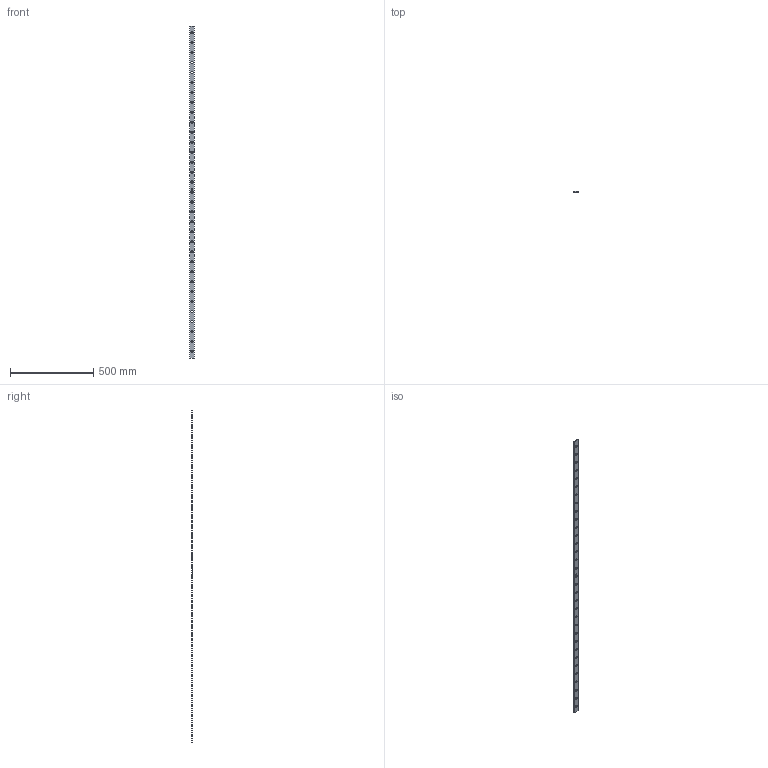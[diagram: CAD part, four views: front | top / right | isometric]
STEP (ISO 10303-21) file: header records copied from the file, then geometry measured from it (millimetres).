
FILE_DESCRIPTION (( 'STEP AP203' ), '1' );
FILE_NAME ('1458.step', '2022-07-04T07:47:27', ( '' ), ( '' ), 'SwSTEP 2.0', 'SolidWorks 2018', '' );
FILE_SCHEMA (( 'CONFIG_CONTROL_DESIGN' ));
Length unit declared in the file: millimetre
Products named in the file (1): 1458
Bounding box: 30 x 6 x 2000 mm (x, y, z)
Volume: 333718.2 mm3; surface area: 143695.8 mm2
Topology: 1 solids, 1 shells, 252 faces, 693 edges, 462 vertices
Faces by surface type: plane 126, bspline 93, cylinder 33
Full cylindrical faces by diameter (mm): 13 x33
Entity records: 12085 total; most frequent: CARTESIAN_POINT 6164, ORIENTED_EDGE 1320, DIRECTION 860, EDGE_CURVE 660, VERTEX_POINT 462, VECTOR 408, LINE 408, EDGE_LOOP 370
